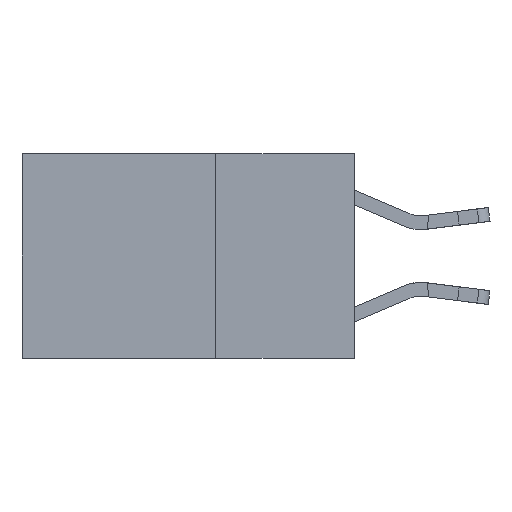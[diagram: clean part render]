
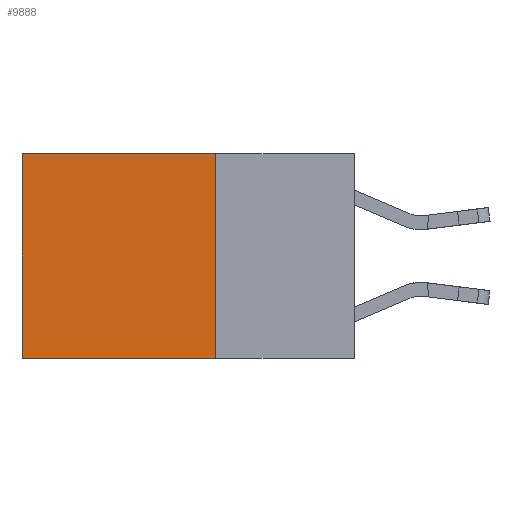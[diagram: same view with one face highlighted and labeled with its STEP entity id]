
A CAD part, left-side view. The second image highlights one B-rep face of the part: STEP entity #9888.
In plain terms, the highlighted planar face has unit normal (-1, 0, 0).
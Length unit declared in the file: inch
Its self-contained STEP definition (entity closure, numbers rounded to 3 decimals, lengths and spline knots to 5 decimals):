
#551 = CARTESIAN_POINT ( 'NONE',  ( 0.2625, 0.25, 0. ) ) ;
#557 = VERTEX_POINT ( 'NONE', #16277 ) ;
#726 = LINE ( 'NONE', #16453, #14162 ) ;
#1360 = CARTESIAN_POINT ( 'NONE',  ( 0.2625, 0.25, 0. ) ) ;
#2499 = VERTEX_POINT ( 'NONE', #1360 ) ;
#2789 = LINE ( 'NONE', #14142, #10071 ) ;
#3291 = CARTESIAN_POINT ( 'NONE',  ( 0.2625, 0.6, -0.37 ) ) ;
#4697 = ORIENTED_EDGE ( 'NONE', *, *, #15921, .T. ) ;
#4704 = DIRECTION ( 'NONE',  ( 0., 0., -1. ) ) ;
#5070 = ORIENTED_EDGE ( 'NONE', *, *, #17509, .T. ) ;
#6125 = DIRECTION ( 'NONE',  ( 0., 1., 0. ) ) ;
#8766 = DIRECTION ( 'NONE',  ( 0., 0., -1. ) ) ;
#9361 = EDGE_CURVE ( 'NONE', #2499, #9415, #12158, .T. ) ;
#9415 = VERTEX_POINT ( 'NONE', #15126 ) ;
#9888 = ADVANCED_FACE ( 'NONE', ( #11950 ), #17966, .F. ) ;
#10071 = VECTOR ( 'NONE', #16898, 39.37008 ) ;
#11467 = AXIS2_PLACEMENT_3D ( 'NONE', #16175, #17780, #4704 ) ;
#11950 = FACE_OUTER_BOUND ( 'NONE', #18123, .T. ) ;
#11965 = VERTEX_POINT ( 'NONE', #3291 ) ;
#12158 = LINE ( 'NONE', #551, #12749 ) ;
#12749 = VECTOR ( 'NONE', #8766, 39.37008 ) ;
#13281 = EDGE_CURVE ( 'NONE', #9415, #11965, #726, .T. ) ;
#13422 = VECTOR ( 'NONE', #6125, 39.37008 ) ;
#14142 = CARTESIAN_POINT ( 'NONE',  ( 0.2625, 0.6, 0. ) ) ;
#14162 = VECTOR ( 'NONE', #18172, 39.37008 ) ;
#14919 = ORIENTED_EDGE ( 'NONE', *, *, #9361, .F. ) ;
#15126 = CARTESIAN_POINT ( 'NONE',  ( 0.2625, 0.25, -0.37 ) ) ;
#15921 = EDGE_CURVE ( 'NONE', #557, #11965, #2789, .T. ) ;
#16175 = CARTESIAN_POINT ( 'NONE',  ( 0.2625, 0.25, 0. ) ) ;
#16234 = CARTESIAN_POINT ( 'NONE',  ( 0.2625, 0.25, 0. ) ) ;
#16277 = CARTESIAN_POINT ( 'NONE',  ( 0.2625, 0.6, 0. ) ) ;
#16323 = LINE ( 'NONE', #16234, #13422 ) ;
#16453 = CARTESIAN_POINT ( 'NONE',  ( 0.2625, 0.25, -0.37 ) ) ;
#16898 = DIRECTION ( 'NONE',  ( 0., 0., -1. ) ) ;
#17509 = EDGE_CURVE ( 'NONE', #2499, #557, #16323, .T. ) ;
#17745 = ORIENTED_EDGE ( 'NONE', *, *, #13281, .F. ) ;
#17780 = DIRECTION ( 'NONE',  ( 1., 0., 0. ) ) ;
#17966 = PLANE ( 'NONE',  #11467 ) ;
#18123 = EDGE_LOOP ( 'NONE', ( #4697, #17745, #14919, #5070 ) ) ;
#18172 = DIRECTION ( 'NONE',  ( 0., 1., 0. ) ) ;
